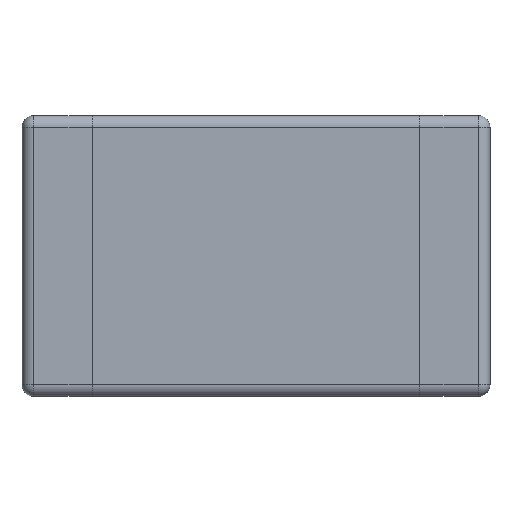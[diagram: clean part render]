
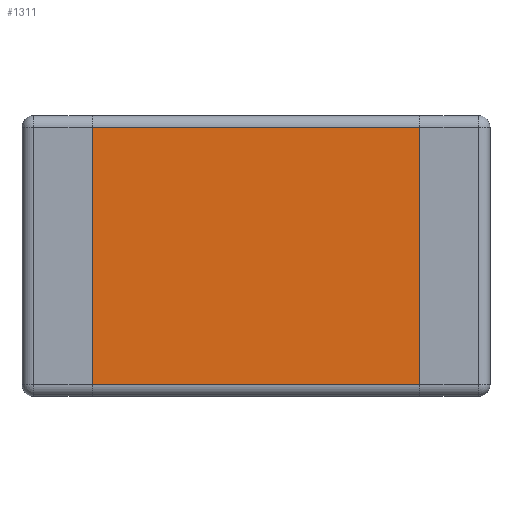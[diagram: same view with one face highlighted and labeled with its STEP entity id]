
A CAD part, front view. The second image highlights one B-rep face of the part: STEP entity #1311.
In plain terms, the highlighted planar face has unit normal (0, -1, 0).
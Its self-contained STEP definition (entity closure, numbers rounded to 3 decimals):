
#147 = CARTESIAN_POINT ( 'NONE',  ( 0.7, 0., -0.55 ) ) ;
#269 = CARTESIAN_POINT ( 'NONE',  ( 0.7, 0., 0.55 ) ) ;
#295 = CARTESIAN_POINT ( 'NONE',  ( -0.7, 0., -0.55 ) ) ;
#318 = CARTESIAN_POINT ( 'NONE',  ( -0.7, 0., 0.55 ) ) ;
#550 = FACE_OUTER_BOUND ( 'NONE', #1312, .T. ) ;
#570 = DIRECTION ( 'NONE',  ( -1., 0., 0. ) ) ;
#571 = VECTOR ( 'NONE', #570, 1000. ) ;
#572 = CARTESIAN_POINT ( 'NONE',  ( -1., 0., 0.55 ) ) ;
#573 = LINE ( 'NONE', #572, #571 ) ;
#575 = DIRECTION ( 'NONE',  ( 1., 0., 0. ) ) ;
#576 = VECTOR ( 'NONE', #575, 1000. ) ;
#577 = CARTESIAN_POINT ( 'NONE',  ( 1., 0., -0.55 ) ) ;
#578 = LINE ( 'NONE', #577, #576 ) ;
#579 = DIRECTION ( 'NONE',  ( 0., 0., -1. ) ) ;
#580 = DIRECTION ( 'NONE',  ( 0., -1., 0. ) ) ;
#581 = CARTESIAN_POINT ( 'NONE',  ( 1., 0., -0.6 ) ) ;
#582 = AXIS2_PLACEMENT_3D ( 'NONE', #581, #580, #579 ) ;
#583 = PLANE ( 'NONE',  #582 ) ;
#1111 = EDGE_CURVE ( 'NONE', #1233, #1181, #1525, .T. ) ;
#1124 = EDGE_CURVE ( 'NONE', #1244, #1250, #1583, .T. ) ;
#1181 = VERTEX_POINT ( 'NONE', #147 ) ;
#1233 = VERTEX_POINT ( 'NONE', #269 ) ;
#1244 = VERTEX_POINT ( 'NONE', #295 ) ;
#1250 = VERTEX_POINT ( 'NONE', #318 ) ;
#1311 = ADVANCED_FACE ( 'NONE', ( #550 ), #583, .T. ) ;
#1312 = EDGE_LOOP ( 'NONE', ( #1313, #1314, #1316, #1317 ) ) ;
#1313 = ORIENTED_EDGE ( 'NONE', *, *, #1124, .F. ) ;
#1314 = ORIENTED_EDGE ( 'NONE', *, *, #1315, .T. ) ;
#1315 = EDGE_CURVE ( 'NONE', #1244, #1181, #578, .T. ) ;
#1316 = ORIENTED_EDGE ( 'NONE', *, *, #1111, .F. ) ;
#1317 = ORIENTED_EDGE ( 'NONE', *, *, #1318, .T. ) ;
#1318 = EDGE_CURVE ( 'NONE', #1233, #1250, #573, .T. ) ;
#1522 = DIRECTION ( 'NONE',  ( 0., 0., -1. ) ) ;
#1523 = VECTOR ( 'NONE', #1522, 1000. ) ;
#1524 = CARTESIAN_POINT ( 'NONE',  ( 0.7, 0., -0.6 ) ) ;
#1525 = LINE ( 'NONE', #1524, #1523 ) ;
#1580 = DIRECTION ( 'NONE',  ( 0., 0., 1. ) ) ;
#1581 = VECTOR ( 'NONE', #1580, 1000. ) ;
#1582 = CARTESIAN_POINT ( 'NONE',  ( -0.7, 0., -0.6 ) ) ;
#1583 = LINE ( 'NONE', #1582, #1581 ) ;
